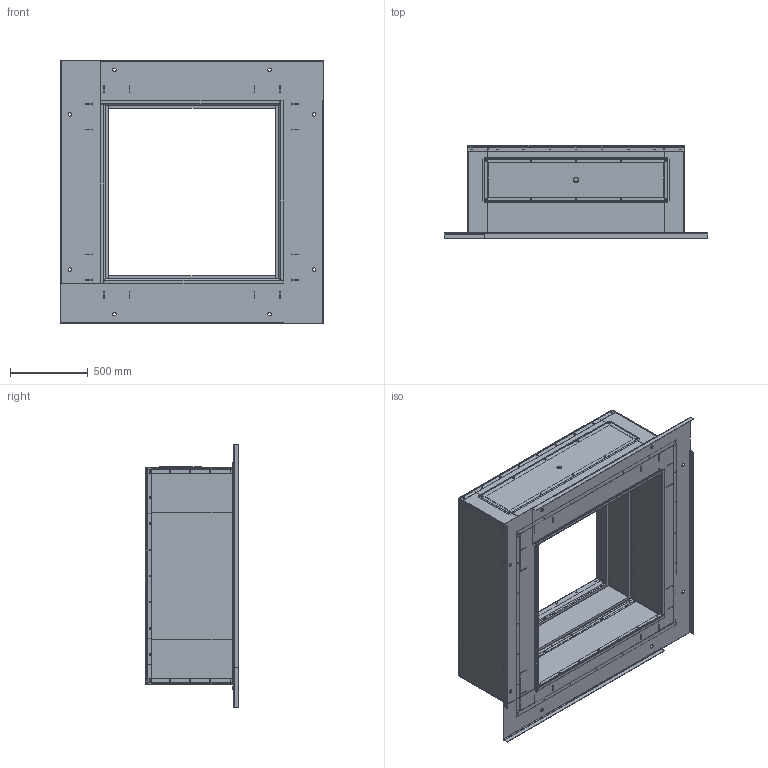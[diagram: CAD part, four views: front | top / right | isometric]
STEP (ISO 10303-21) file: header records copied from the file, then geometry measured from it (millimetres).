
FILE_DESCRIPTION(('STEP AP203'), '1');
FILE_NAME('捈 1120', '', ('UNSPECIFIED'), ('UNSPECIFIED'), 'ASCON STEP Converter 1.3', 'ASCON Math Kernel', '');
FILE_SCHEMA(('CONFIG_CONTROL_DESIGN'));
Length unit declared in the file: millimetre
Bounding box: 1700 x 600 x 1700 mm (x, y, z)
Volume: 20028514.7 mm3; surface area: 21588772.9 mm2
Topology: 9 solids, 9 shells, 1830 faces, 4905 edges, 3063 vertices
Faces by surface type: plane 1300, cylinder 510, bspline 20
Full cylindrical faces by diameter (mm): 5 x222, 9.3 x65, 11.3 x4, 13.3 x4, 16 x4, 22 x8, 28 x1, 30 x2
Entity records: 74868 total; most frequent: CARTESIAN_POINT 13477, ORIENTED_EDGE 9190, DIRECTION 9141, EDGE_CURVE 4595, LINE 3515, VECTOR 3515, VERTEX_POINT 3063, EDGE_LOOP 3038
